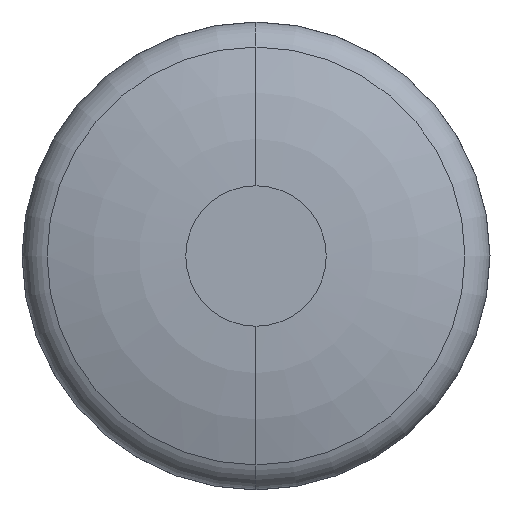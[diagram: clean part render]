
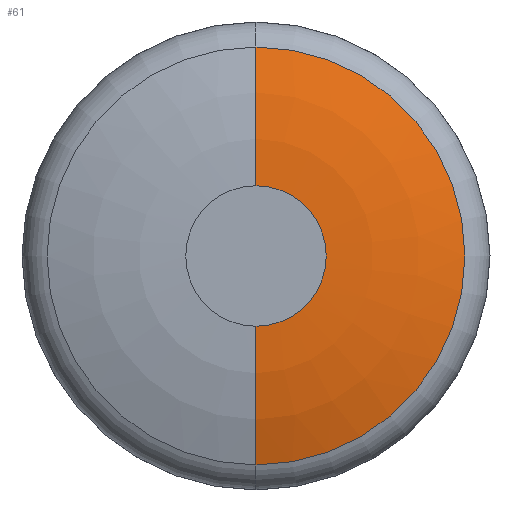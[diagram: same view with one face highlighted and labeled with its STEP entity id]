
A CAD part, front view. The second image highlights one B-rep face of the part: STEP entity #61.
In plain terms, the highlighted toroidal (fillet/blend) face has major radius 1.8 mm and minor radius 10.8 mm.
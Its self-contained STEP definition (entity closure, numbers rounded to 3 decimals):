
#24 = CIRCLE ( 'NONE', #479, 1.8 ) ;
#32 = AXIS2_PLACEMENT_3D ( 'NONE', #400, #60, #361 ) ;
#46 = CARTESIAN_POINT ( 'NONE',  ( 0., 0., 0. ) ) ;
#60 = DIRECTION ( 'NONE',  ( 0., -1., 0. ) ) ;
#61 = ADVANCED_FACE ( 'NONE', ( #226 ), #509, .T. ) ;
#80 = DIRECTION ( 'NONE',  ( 0., -1., 0. ) ) ;
#91 = CIRCLE ( 'NONE', #268, 10.8 ) ;
#106 = DIRECTION ( 'NONE',  ( 0., -1., 0. ) ) ;
#109 = AXIS2_PLACEMENT_3D ( 'NONE', #328, #106, #487 ) ;
#114 = EDGE_CURVE ( 'NONE', #204, #195, #224, .T. ) ;
#119 = ORIENTED_EDGE ( 'NONE', *, *, #114, .T. ) ;
#130 = VERTEX_POINT ( 'NONE', #410 ) ;
#136 = CARTESIAN_POINT ( 'NONE',  ( 0., 0., -1.8 ) ) ;
#141 = CIRCLE ( 'NONE', #109, 5.356 ) ;
#160 = CARTESIAN_POINT ( 'NONE',  ( 0., 10.8, -1.8 ) ) ;
#168 = ORIENTED_EDGE ( 'NONE', *, *, #259, .F. ) ;
#169 = EDGE_CURVE ( 'NONE', #130, #204, #141, .T. ) ;
#192 = CARTESIAN_POINT ( 'NONE',  ( 0., 0.602, 5.356 ) ) ;
#195 = VERTEX_POINT ( 'NONE', #537 ) ;
#204 = VERTEX_POINT ( 'NONE', #192 ) ;
#224 = CIRCLE ( 'NONE', #543, 10.8 ) ;
#226 = FACE_OUTER_BOUND ( 'NONE', #387, .T. ) ;
#259 = EDGE_CURVE ( 'NONE', #130, #447, #91, .T. ) ;
#268 = AXIS2_PLACEMENT_3D ( 'NONE', #160, #335, #421 ) ;
#270 = EDGE_CURVE ( 'NONE', #447, #195, #24, .T. ) ;
#320 = CARTESIAN_POINT ( 'NONE',  ( 0., 10.8, 1.8 ) ) ;
#328 = CARTESIAN_POINT ( 'NONE',  ( 0., 0.602, 0. ) ) ;
#335 = DIRECTION ( 'NONE',  ( -1., 0., 0. ) ) ;
#361 = DIRECTION ( 'NONE',  ( 0., 0., -1. ) ) ;
#364 = DIRECTION ( 'NONE',  ( 0., 0., -1. ) ) ;
#370 = DIRECTION ( 'NONE',  ( 1., 0., 0. ) ) ;
#384 = ORIENTED_EDGE ( 'NONE', *, *, #270, .F. ) ;
#387 = EDGE_LOOP ( 'NONE', ( #473, #119, #384, #168 ) ) ;
#400 = CARTESIAN_POINT ( 'NONE',  ( 0., 10.8, 0. ) ) ;
#410 = CARTESIAN_POINT ( 'NONE',  ( 0., 0.602, -5.356 ) ) ;
#421 = DIRECTION ( 'NONE',  ( 0., 0., 1. ) ) ;
#447 = VERTEX_POINT ( 'NONE', #136 ) ;
#473 = ORIENTED_EDGE ( 'NONE', *, *, #169, .T. ) ;
#479 = AXIS2_PLACEMENT_3D ( 'NONE', #46, #80, #504 ) ;
#487 = DIRECTION ( 'NONE',  ( 0., 0., -1. ) ) ;
#504 = DIRECTION ( 'NONE',  ( 0., 0., -1. ) ) ;
#509 = TOROIDAL_SURFACE ( 'NONE', #32, 1.8, 10.8 ) ;
#537 = CARTESIAN_POINT ( 'NONE',  ( 0., 0., 1.8 ) ) ;
#543 = AXIS2_PLACEMENT_3D ( 'NONE', #320, #370, #364 ) ;
